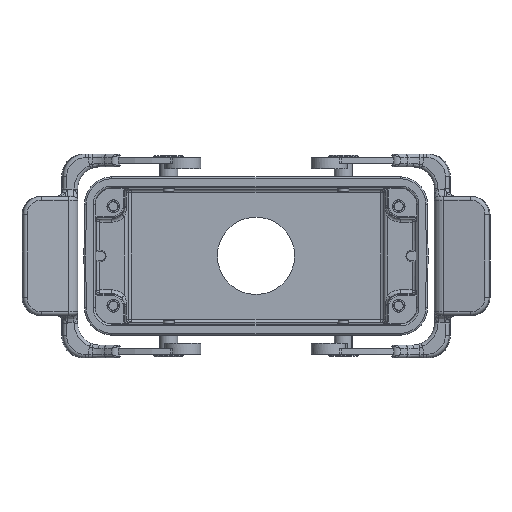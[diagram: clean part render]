
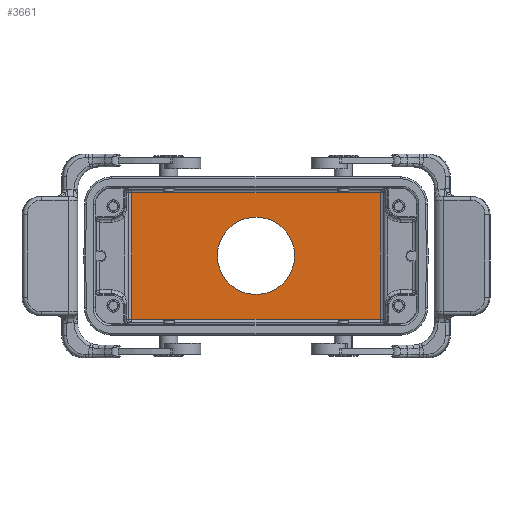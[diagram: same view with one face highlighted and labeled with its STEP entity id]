
A CAD part, front view. The second image highlights one B-rep face of the part: STEP entity #3661.
In plain terms, the highlighted planar face has unit normal (0, -1, 0).
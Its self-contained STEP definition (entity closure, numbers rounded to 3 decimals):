
#794=FACE_BOUND('',#5615,.T.);
#795=FACE_BOUND('',#5616,.T.);
#1857=LINE('',#28865,#2783);
#1902=LINE('',#29528,#2828);
#1903=LINE('',#29530,#2829);
#1904=LINE('',#29532,#2830);
#2783=VECTOR('',#18539,1.);
#2828=VECTOR('',#18742,1.);
#2829=VECTOR('',#18745,1.);
#2830=VECTOR('',#18746,1.);
#3661=ADVANCED_FACE('',(#794,#795),#4008,.F.);
#4008=PLANE('',#15095);
#5615=EDGE_LOOP('',(#9322,#9323));
#5616=EDGE_LOOP('',(#9324,#9325,#9326,#9327));
#9322=ORIENTED_EDGE('',*,*,#12671,.T.);
#9323=ORIENTED_EDGE('',*,*,#12672,.T.);
#9324=ORIENTED_EDGE('',*,*,#12834,.F.);
#9325=ORIENTED_EDGE('',*,*,#12716,.F.);
#9326=ORIENTED_EDGE('',*,*,#12833,.F.);
#9327=ORIENTED_EDGE('',*,*,#12835,.F.);
#10794=VERTEX_POINT('',#28757);
#10795=VERTEX_POINT('',#28759);
#10822=VERTEX_POINT('',#28849);
#10825=VERTEX_POINT('',#28856);
#10893=VERTEX_POINT('',#29525);
#10894=VERTEX_POINT('',#29531);
#12671=EDGE_CURVE('',#10794,#10795,#13636,.T.);
#12672=EDGE_CURVE('',#10795,#10794,#13637,.T.);
#12716=EDGE_CURVE('',#10822,#10825,#1857,.T.);
#12833=EDGE_CURVE('',#10893,#10822,#1902,.T.);
#12834=EDGE_CURVE('',#10825,#10894,#1903,.T.);
#12835=EDGE_CURVE('',#10894,#10893,#1904,.T.);
#13636=CIRCLE('',#14969,10.5);
#13637=CIRCLE('',#14971,10.5);
#14969=AXIS2_PLACEMENT_3D('',#28760,#18433,#18434);
#14971=AXIS2_PLACEMENT_3D('',#28762,#18437,#18438);
#15095=AXIS2_PLACEMENT_3D('',#29533,#18747,#18748);
#18433=DIRECTION('',(0.,1.,0.));
#18434=DIRECTION('',(0.,0.,-1.));
#18437=DIRECTION('',(0.,1.,0.));
#18438=DIRECTION('',(0.,0.,1.));
#18539=DIRECTION('',(1.,0.,0.));
#18742=DIRECTION('',(0.,0.,1.));
#18745=DIRECTION('',(0.,0.,-1.));
#18746=DIRECTION('',(-1.,0.,0.));
#18747=DIRECTION('',(0.,1.,0.));
#18748=DIRECTION('',(0.,0.,1.));
#28757=CARTESIAN_POINT('',(0.,12.212,-10.451));
#28759=CARTESIAN_POINT('',(0.,12.212,10.549));
#28760=CARTESIAN_POINT('',(0.,12.212,0.049));
#28762=CARTESIAN_POINT('',(0.,12.212,0.049));
#28849=CARTESIAN_POINT('',(-33.75,12.212,17.142));
#28856=CARTESIAN_POINT('',(33.75,12.212,17.142));
#28865=CARTESIAN_POINT('',(-33.75,12.212,17.142));
#29525=CARTESIAN_POINT('',(-33.75,12.212,-17.142));
#29528=CARTESIAN_POINT('',(-33.75,12.212,-17.142));
#29530=CARTESIAN_POINT('',(33.75,12.212,17.142));
#29531=CARTESIAN_POINT('',(33.75,12.212,-17.142));
#29532=CARTESIAN_POINT('',(33.75,12.212,-17.142));
#29533=CARTESIAN_POINT('',(43.75,12.212,-18.5));
